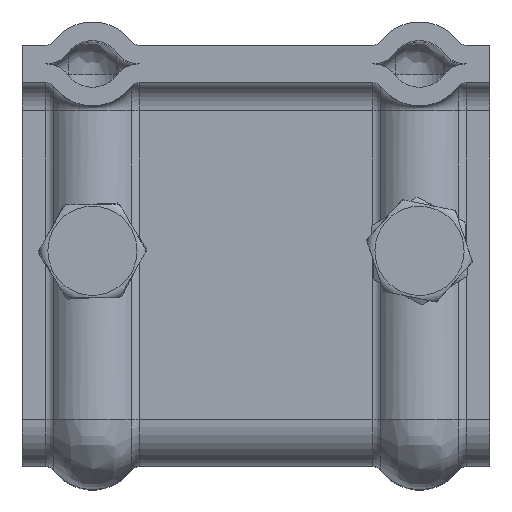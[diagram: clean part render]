
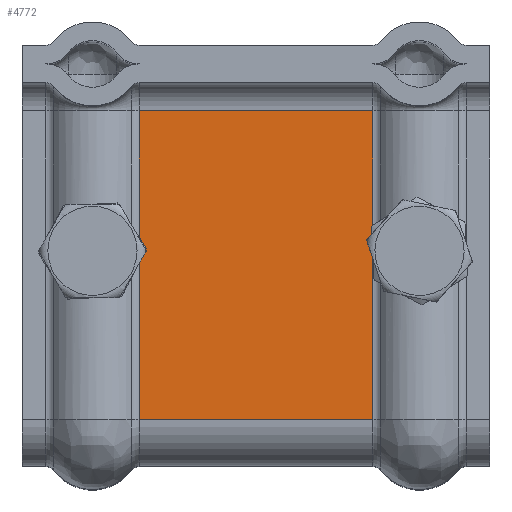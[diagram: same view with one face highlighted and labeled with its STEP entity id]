
A CAD part, top view. The second image highlights one B-rep face of the part: STEP entity #4772.
In plain terms, the highlighted planar face has unit normal (0, 0, 1).
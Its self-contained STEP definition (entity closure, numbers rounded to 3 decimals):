
#541=LINE('',#12640,#781);
#553=LINE('',#12705,#793);
#554=LINE('',#12709,#794);
#555=LINE('',#12710,#795);
#781=VECTOR('',#6150,10.);
#793=VECTOR('',#6214,10.);
#794=VECTOR('',#6219,10.);
#795=VECTOR('',#6220,10.);
#1067=FACE_OUTER_BOUND('',#1355,.T.);
#1355=EDGE_LOOP('',(#3715,#3716,#3717,#3718));
#2018=VERTEX_POINT('',#12634);
#2019=VERTEX_POINT('',#12638);
#2031=VERTEX_POINT('',#12704);
#2032=VERTEX_POINT('',#12708);
#2599=EDGE_CURVE('',#2018,#2019,#541,.T.);
#2624=EDGE_CURVE('',#2031,#2018,#553,.T.);
#2626=EDGE_CURVE('',#2032,#2019,#554,.T.);
#2627=EDGE_CURVE('',#2031,#2032,#555,.T.);
#3715=ORIENTED_EDGE('',*,*,#2599,.T.);
#3716=ORIENTED_EDGE('',*,*,#2626,.F.);
#3717=ORIENTED_EDGE('',*,*,#2627,.F.);
#3718=ORIENTED_EDGE('',*,*,#2624,.T.);
#4305=PLANE('',#5208);
#4772=ADVANCED_FACE('',(#1067),#4305,.T.);
#5208=AXIS2_PLACEMENT_3D('',#12707,#6217,#6218);
#6150=DIRECTION('',(1.,0.,0.));
#6214=DIRECTION('',(0.,-1.,0.));
#6217=DIRECTION('center_axis',(0.,0.,
1.));
#6218=DIRECTION('ref_axis',(-1.,0.,0.));
#6219=DIRECTION('',(0.,-1.,0.));
#6220=DIRECTION('',(1.,0.,0.));
#12634=CARTESIAN_POINT('',(12.5,-40.,-22.));
#12638=CARTESIAN_POINT('',(37.5,-40.,-22.));
#12640=CARTESIAN_POINT('',(37.5,-40.,-22.));
#12704=CARTESIAN_POINT('',(12.5,-7.,-22.));
#12705=CARTESIAN_POINT('',(12.5,-7.,-22.));
#12707=CARTESIAN_POINT('Origin',(12.5,-7.,-22.));
#12708=CARTESIAN_POINT('',(37.5,-7.,-22.));
#12709=CARTESIAN_POINT('',(37.5,-7.,-22.));
#12710=CARTESIAN_POINT('',(37.5,-7.,-22.));
